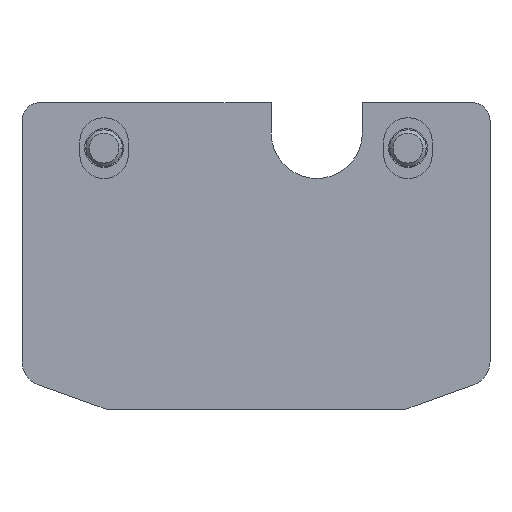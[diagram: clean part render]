
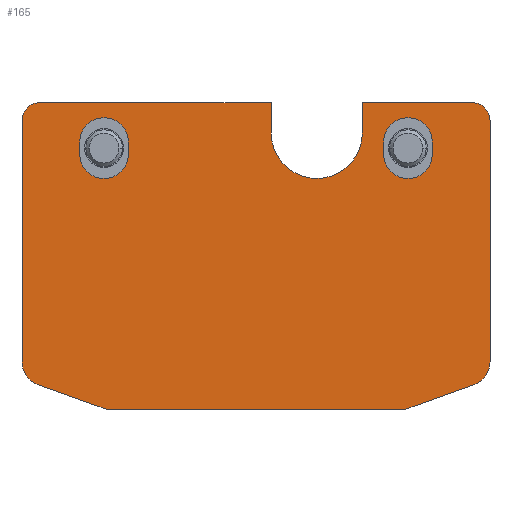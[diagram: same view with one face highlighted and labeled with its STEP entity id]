
A CAD part, left-side view. The second image highlights one B-rep face of the part: STEP entity #165.
In plain terms, the highlighted planar face has unit normal (-1, 0, 0).
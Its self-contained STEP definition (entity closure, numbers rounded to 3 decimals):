
#165=ADVANCED_FACE('',(#376,#377,#378),#379,.F.);
#376=FACE_OUTER_BOUND('',#666,.T.);
#377=FACE_BOUND('',#667,.T.);
#378=FACE_BOUND('',#668,.T.);
#379=PLANE('',#669);
#666=EDGE_LOOP('',(#979,#980,#981,#982,#983,#984,#985,#986,#987,#988,#989,#990,#991,#992,#993));
#667=EDGE_LOOP('',(#994,#995,#996,#997,#998,#999));
#668=EDGE_LOOP('',(#1000,#1001,#1002,#1003,#1004,#1005));
#669=AXIS2_PLACEMENT_3D('',#1006,#1007,#1008);
#979=ORIENTED_EDGE('',*,*,#1663,.T.);
#980=ORIENTED_EDGE('',*,*,#1664,.T.);
#981=ORIENTED_EDGE('',*,*,#1665,.T.);
#982=ORIENTED_EDGE('',*,*,#1666,.T.);
#983=ORIENTED_EDGE('',*,*,#1667,.F.);
#984=ORIENTED_EDGE('',*,*,#1668,.F.);
#985=ORIENTED_EDGE('',*,*,#1669,.F.);
#986=ORIENTED_EDGE('',*,*,#1616,.F.);
#987=ORIENTED_EDGE('',*,*,#1670,.F.);
#988=ORIENTED_EDGE('',*,*,#1660,.F.);
#989=ORIENTED_EDGE('',*,*,#1671,.F.);
#990=ORIENTED_EDGE('',*,*,#1672,.F.);
#991=ORIENTED_EDGE('',*,*,#1673,.F.);
#992=ORIENTED_EDGE('',*,*,#1674,.F.);
#993=ORIENTED_EDGE('',*,*,#1675,.F.);
#994=ORIENTED_EDGE('',*,*,#1676,.T.);
#995=ORIENTED_EDGE('',*,*,#1677,.T.);
#996=ORIENTED_EDGE('',*,*,#1678,.T.);
#997=ORIENTED_EDGE('',*,*,#1679,.T.);
#998=ORIENTED_EDGE('',*,*,#1680,.T.);
#999=ORIENTED_EDGE('',*,*,#1681,.T.);
#1000=ORIENTED_EDGE('',*,*,#1682,.T.);
#1001=ORIENTED_EDGE('',*,*,#1683,.T.);
#1002=ORIENTED_EDGE('',*,*,#1684,.T.);
#1003=ORIENTED_EDGE('',*,*,#1645,.T.);
#1004=ORIENTED_EDGE('',*,*,#1685,.T.);
#1005=ORIENTED_EDGE('',*,*,#1686,.T.);
#1006=CARTESIAN_POINT('',(0.,-25.0,-16.834));
#1007=DIRECTION('',(1.0,0.0,0.));
#1008=DIRECTION('',(0.,0.0,-1.0));
#1616=EDGE_CURVE('',#1896,#1898,#1899,.T.);
#1645=EDGE_CURVE('',#1949,#1947,#1950,.T.);
#1660=EDGE_CURVE('',#1972,#1974,#1975,.T.);
#1663=EDGE_CURVE('',#1978,#1979,#1980,.T.);
#1664=EDGE_CURVE('',#1979,#1981,#1982,.T.);
#1665=EDGE_CURVE('',#1981,#1983,#1984,.T.);
#1666=EDGE_CURVE('',#1983,#1985,#1986,.T.);
#1667=EDGE_CURVE('',#1987,#1985,#1988,.T.);
#1668=EDGE_CURVE('',#1989,#1987,#1990,.T.);
#1669=EDGE_CURVE('',#1898,#1989,#1991,.T.);
#1670=EDGE_CURVE('',#1974,#1896,#1992,.T.);
#1671=EDGE_CURVE('',#1993,#1972,#1994,.T.);
#1672=EDGE_CURVE('',#1995,#1993,#1996,.T.);
#1673=EDGE_CURVE('',#1997,#1995,#1998,.T.);
#1674=EDGE_CURVE('',#1999,#1997,#2000,.T.);
#1675=EDGE_CURVE('',#1978,#1999,#2001,.T.);
#1676=EDGE_CURVE('',#2002,#2003,#2004,.T.);
#1677=EDGE_CURVE('',#2003,#2005,#2006,.T.);
#1678=EDGE_CURVE('',#2005,#2007,#2008,.T.);
#1679=EDGE_CURVE('',#2007,#2009,#2010,.T.);
#1680=EDGE_CURVE('',#2009,#2011,#2012,.T.);
#1681=EDGE_CURVE('',#2011,#2002,#2013,.T.);
#1682=EDGE_CURVE('',#2014,#2015,#2016,.T.);
#1683=EDGE_CURVE('',#2015,#2017,#2018,.T.);
#1684=EDGE_CURVE('',#2017,#1949,#2019,.T.);
#1685=EDGE_CURVE('',#1947,#2020,#2021,.T.);
#1686=EDGE_CURVE('',#2020,#2014,#2022,.T.);
#1896=VERTEX_POINT('',#2306);
#1898=VERTEX_POINT('',#2309);
#1899=CIRCLE('',#2310,4.0);
#1947=VERTEX_POINT('',#2390);
#1949=VERTEX_POINT('',#2393);
#1950=CIRCLE('',#2394,4.0);
#1972=VERTEX_POINT('',#2432);
#1974=VERTEX_POINT('',#2435);
#1975=LINE('',#2436,#2437);
#1978=VERTEX_POINT('',#2441);
#1979=VERTEX_POINT('',#2442);
#1980=LINE('',#2443,#2444);
#1981=VERTEX_POINT('',#2445);
#1982=CIRCLE('',#2446,7.5);
#1983=VERTEX_POINT('',#2447);
#1984=CIRCLE('',#2448,7.5);
#1985=VERTEX_POINT('',#2449);
#1986=LINE('',#2450,#2451);
#1987=VERTEX_POINT('',#2452);
#1988=LINE('',#2453,#2454);
#1989=VERTEX_POINT('',#2455);
#1990=CIRCLE('',#2456,3.0);
#1991=LINE('',#2457,#2458);
#1992=LINE('',#2459,#2460);
#1993=VERTEX_POINT('',#2461);
#1994=LINE('',#2462,#2463);
#1995=VERTEX_POINT('',#2464);
#1996=CIRCLE('',#2465,4.0);
#1997=VERTEX_POINT('',#2466);
#1998=LINE('',#2467,#2468);
#1999=VERTEX_POINT('',#2469);
#2000=CIRCLE('',#2470,3.0);
#2001=LINE('',#2471,#2472);
#2002=VERTEX_POINT('',#2473);
#2003=VERTEX_POINT('',#2474);
#2004=CIRCLE('',#2475,4.0);
#2005=VERTEX_POINT('',#2476);
#2006=CIRCLE('',#2477,4.0);
#2007=VERTEX_POINT('',#2478);
#2008=LINE('',#2479,#2480);
#2009=VERTEX_POINT('',#2481);
#2010=CIRCLE('',#2482,4.0);
#2011=VERTEX_POINT('',#2483);
#2012=CIRCLE('',#2484,4.0);
#2013=LINE('',#2485,#2486);
#2014=VERTEX_POINT('',#2487);
#2015=VERTEX_POINT('',#2488);
#2016=CIRCLE('',#2489,4.0);
#2017=VERTEX_POINT('',#2490);
#2018=CIRCLE('',#2491,4.0);
#2019=LINE('',#2492,#2493);
#2020=VERTEX_POINT('',#2494);
#2021=CIRCLE('',#2495,4.0);
#2022=LINE('',#2496,#2497);
#2306=CARTESIAN_POINT('',(0.,10.845,-38.948));
#2309=CARTESIAN_POINT('',(0.,13.5,-35.181));
#2310=AXIS2_PLACEMENT_3D('',#3050,#3051,#3052);
#2390=CARTESIAN_POINT('',(0.,-50.0,5.0));
#2393=CARTESIAN_POINT('',(0.,-46.0,1.0));
#2394=AXIS2_PLACEMENT_3D('',#3091,#3092,#3093);
#2432=CARTESIAN_POINT('',(0.,-49.5,-43.0));
#2435=CARTESIAN_POINT('',(0.,-0.5,-43.0));
#2436=CARTESIAN_POINT('',(0.,-49.5,-43.0));
#2437=VECTOR('',#3112,1.0);
#2441=CARTESIAN_POINT('',(0.,-42.5,7.5));
#2442=CARTESIAN_POINT('',(0.,-42.5,2.5));
#2443=CARTESIAN_POINT('',(0.,-42.5,-4.667));
#2444=VECTOR('',#3114,1.0);
#2445=CARTESIAN_POINT('',(0.,-35.0,-5.0));
#2446=AXIS2_PLACEMENT_3D('',#3115,#3116,#3117);
#2447=CARTESIAN_POINT('',(0.,-27.5,2.5));
#2448=AXIS2_PLACEMENT_3D('',#3118,#3119,#3120);
#2449=CARTESIAN_POINT('',(0.,-27.5,7.5));
#2450=CARTESIAN_POINT('',(0.,-27.5,-4.667));
#2451=VECTOR('',#3121,1.0);
#2452=CARTESIAN_POINT('',(0.0,10.5,7.5));
#2453=CARTESIAN_POINT('',(0.0,10.5,7.5));
#2454=VECTOR('',#3122,1.0);
#2455=CARTESIAN_POINT('',(0.,13.5,4.5));
#2456=AXIS2_PLACEMENT_3D('',#3123,#3124,#3125);
#2457=CARTESIAN_POINT('',(0.,13.5,-35.181));
#2458=VECTOR('',#3126,1.0);
#2459=CARTESIAN_POINT('',(0.,-0.5,-43.0));
#2460=VECTOR('',#3127,1.0);
#2461=CARTESIAN_POINT('',(0.,-60.845,-38.948));
#2462=CARTESIAN_POINT('',(0.,-60.845,-38.948));
#2463=VECTOR('',#3128,1.0);
#2464=CARTESIAN_POINT('',(0.,-63.5,-35.181));
#2465=AXIS2_PLACEMENT_3D('',#3129,#3130,#3131);
#2466=CARTESIAN_POINT('',(0.,-63.5,4.5));
#2467=CARTESIAN_POINT('',(0.,-63.5,4.5));
#2468=VECTOR('',#3132,1.0);
#2469=CARTESIAN_POINT('',(0.0,-60.5,7.5));
#2470=AXIS2_PLACEMENT_3D('',#3133,#3134,#3135);
#2471=CARTESIAN_POINT('',(0.0,10.5,7.5));
#2472=VECTOR('',#3136,1.0);
#2473=CARTESIAN_POINT('',(0.,-4.0,-1.0));
#2474=CARTESIAN_POINT('',(0.,0.,-5.0));
#2475=AXIS2_PLACEMENT_3D('',#3137,#3138,#3139);
#2476=CARTESIAN_POINT('',(0.,4.0,-1.0));
#2477=AXIS2_PLACEMENT_3D('',#3140,#3141,#3142);
#2478=CARTESIAN_POINT('',(0.,4.0,1.0));
#2479=CARTESIAN_POINT('',(0.,4.0,-8.417));
#2480=VECTOR('',#3143,1.0);
#2481=CARTESIAN_POINT('',(0.,0.,5.0));
#2482=AXIS2_PLACEMENT_3D('',#3144,#3145,#3146);
#2483=CARTESIAN_POINT('',(0.,-4.0,1.0));
#2484=AXIS2_PLACEMENT_3D('',#3147,#3148,#3149);
#2485=CARTESIAN_POINT('',(0.,-4.0,-8.417));
#2486=VECTOR('',#3150,1.0);
#2487=CARTESIAN_POINT('',(0.,-54.0,-1.0));
#2488=CARTESIAN_POINT('',(0.,-50.0,-5.0));
#2489=AXIS2_PLACEMENT_3D('',#3151,#3152,#3153);
#2490=CARTESIAN_POINT('',(0.,-46.0,-1.0));
#2491=AXIS2_PLACEMENT_3D('',#3154,#3155,#3156);
#2492=CARTESIAN_POINT('',(0.,-46.0,-8.417));
#2493=VECTOR('',#3157,1.0);
#2494=CARTESIAN_POINT('',(0.,-54.0,1.0));
#2495=AXIS2_PLACEMENT_3D('',#3158,#3159,#3160);
#2496=CARTESIAN_POINT('',(0.,-54.0,-8.417));
#2497=VECTOR('',#3161,1.0);
#3050=CARTESIAN_POINT('',(0.,9.5,-35.181));
#3051=DIRECTION('',(1.0,0.0,0.));
#3052=DIRECTION('',(0.,0.0,-1.0));
#3091=CARTESIAN_POINT('',(0.,-50.0,1.0));
#3092=DIRECTION('',(1.0,0.0,0.));
#3093=DIRECTION('',(0.,0.,1.0));
#3112=DIRECTION('',(0.0,1.0,0.0));
#3114=DIRECTION('',(0.,0.,-1.0));
#3115=CARTESIAN_POINT('',(0.,-35.0,2.5));
#3116=DIRECTION('',(1.0,0.0,0.));
#3117=DIRECTION('',(0.,0.,1.0));
#3118=CARTESIAN_POINT('',(0.,-35.0,2.5));
#3119=DIRECTION('',(1.0,0.0,0.));
#3120=DIRECTION('',(0.,0.,1.0));
#3121=DIRECTION('',(0.,0.,1.0));
#3122=DIRECTION('',(0.0,-1.0,0.0));
#3123=CARTESIAN_POINT('',(0.,10.5,4.5));
#3124=DIRECTION('',(1.0,0.0,0.));
#3125=DIRECTION('',(0.,0.0,-1.0));
#3126=DIRECTION('',(0.,0.0,1.0));
#3127=DIRECTION('',(0.,0.942,0.336));
#3128=DIRECTION('',(0.,0.942,-0.336));
#3129=CARTESIAN_POINT('',(0.,-59.5,-35.181));
#3130=DIRECTION('',(1.0,0.0,0.));
#3131=DIRECTION('',(0.,0.0,-1.0));
#3132=DIRECTION('',(0.,0.0,-1.0));
#3133=CARTESIAN_POINT('',(0.,-60.5,4.5));
#3134=DIRECTION('',(1.0,0.0,0.));
#3135=DIRECTION('',(0.,0.0,-1.0));
#3136=DIRECTION('',(0.0,-1.0,0.0));
#3137=CARTESIAN_POINT('',(0.,0.,-1.0));
#3138=DIRECTION('',(1.0,0.0,0.));
#3139=DIRECTION('',(0.,0.,1.0));
#3140=CARTESIAN_POINT('',(0.,0.,-1.0));
#3141=DIRECTION('',(1.0,0.0,0.));
#3142=DIRECTION('',(0.,0.,1.0));
#3143=DIRECTION('',(0.,0.,1.0));
#3144=CARTESIAN_POINT('',(0.,0.,1.0));
#3145=DIRECTION('',(1.0,0.0,0.));
#3146=DIRECTION('',(0.,0.,1.0));
#3147=CARTESIAN_POINT('',(0.,0.,1.0));
#3148=DIRECTION('',(1.0,0.0,0.));
#3149=DIRECTION('',(0.,0.,1.0));
#3150=DIRECTION('',(0.,0.,-1.0));
#3151=CARTESIAN_POINT('',(0.,-50.0,-1.0));
#3152=DIRECTION('',(1.0,0.0,0.));
#3153=DIRECTION('',(0.,0.,1.0));
#3154=CARTESIAN_POINT('',(0.,-50.0,-1.0));
#3155=DIRECTION('',(1.0,0.0,0.));
#3156=DIRECTION('',(0.,0.,1.0));
#3157=DIRECTION('',(0.,0.,1.0));
#3158=CARTESIAN_POINT('',(0.,-50.0,1.0));
#3159=DIRECTION('',(1.0,0.0,0.));
#3160=DIRECTION('',(0.,0.,1.0));
#3161=DIRECTION('',(0.,0.,-1.0));
